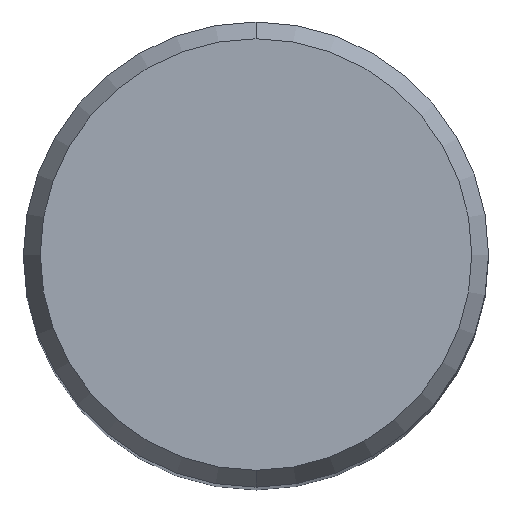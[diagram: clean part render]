
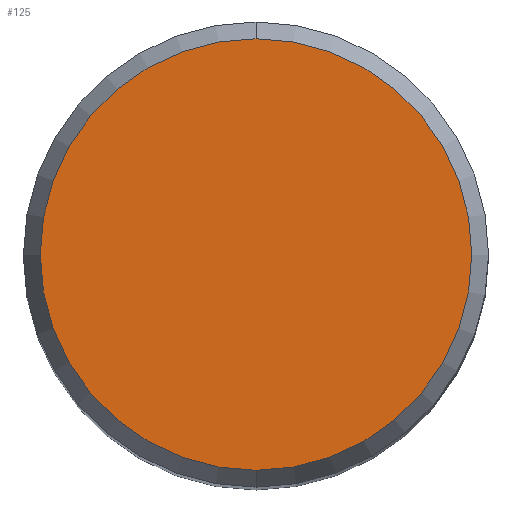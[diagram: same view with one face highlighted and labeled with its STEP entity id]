
A CAD part, top view. The second image highlights one B-rep face of the part: STEP entity #125.
In plain terms, the highlighted planar face has unit normal (0, 0, 1).
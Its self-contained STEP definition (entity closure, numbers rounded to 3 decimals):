
#125=ADVANCED_FACE('',(#280),#281,.T.);
#187=VERTEX_POINT('',#350);
#203=EDGE_CURVE('',#213,#187,#368,.T.);
#209=EDGE_CURVE('',#187,#213,#375,.T.);
#213=VERTEX_POINT('',#379);
#280=FACE_OUTER_BOUND('',#449,.T.);
#281=PLANE('',#450);
#350=CARTESIAN_POINT('',(0.0,5.892,0.0));
#368=CIRCLE('',#566,5.892);
#375=CIRCLE('',#576,5.892);
#379=CARTESIAN_POINT('',(0.,-5.892,0.0));
#449=EDGE_LOOP('',(#641,#642));
#450=AXIS2_PLACEMENT_3D('',#643,#644,#645);
#566=AXIS2_PLACEMENT_3D('',#753,#754,#755);
#576=AXIS2_PLACEMENT_3D('',#765,#766,#767);
#641=ORIENTED_EDGE('',*,*,#209,.F.);
#642=ORIENTED_EDGE('',*,*,#203,.F.);
#643=CARTESIAN_POINT('',(0.0,2.946,0.0));
#644=DIRECTION('',(-0.0,0.0,1.0));
#645=DIRECTION('',(0.0,-1.0,0.0));
#753=CARTESIAN_POINT('',(0.0,0.0,0.0));
#754=DIRECTION('',(0.0,0.0,-1.0));
#755=DIRECTION('',(0.0,1.0,0.0));
#765=CARTESIAN_POINT('',(0.0,0.0,0.0));
#766=DIRECTION('',(0.0,0.0,-1.0));
#767=DIRECTION('',(0.0,1.0,0.0));
